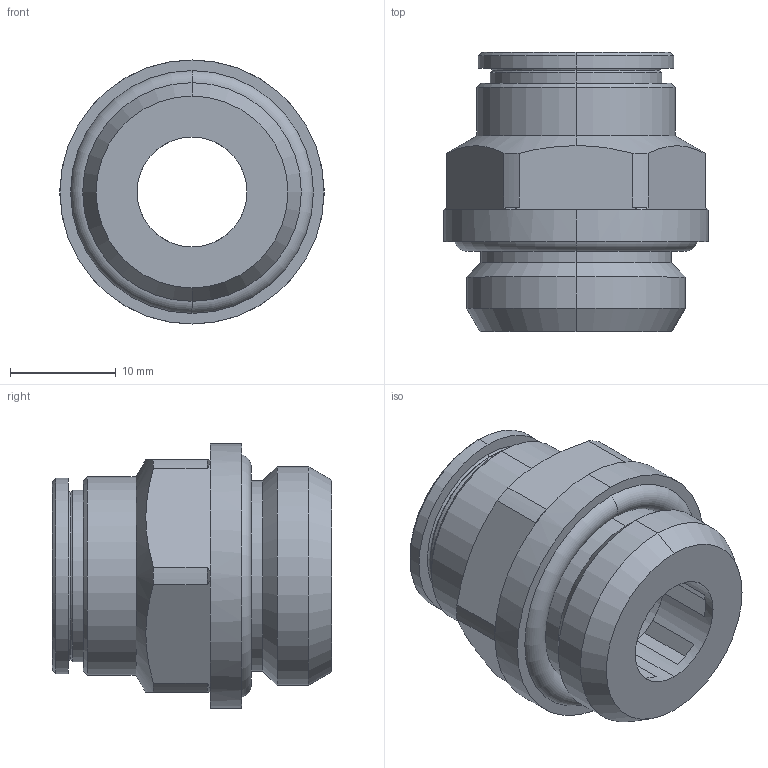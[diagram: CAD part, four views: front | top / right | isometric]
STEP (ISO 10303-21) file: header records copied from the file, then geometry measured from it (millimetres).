
FILE_DESCRIPTION (( 'STEP AP203' ), '1' );
FILE_NAME ('X0020064.STEP', '2010-09-21T11:56:37', ( '' ), ( 'sopra-pneumatic' ), 'SwSTEP 2.0', 'SolidWorks 2009', '' );
FILE_SCHEMA (( 'CONFIG_CONTROL_DESIGN' ));
Length unit declared in the file: millimetre
Products named in the file (1): X0020064
Bounding box: 25 x 26.41 x 25 mm (x, y, z)
Volume: 6158.8 mm3; surface area: 3665.1 mm2
Topology: 1 solids, 1 shells, 81 faces, 194 edges, 118 vertices
Faces by surface type: plane 35, cylinder 22, cone 18, torus 6
Entity records: 2495 total; most frequent: CARTESIAN_POINT 530, DIRECTION 412, ORIENTED_EDGE 388, EDGE_CURVE 194, AXIS2_PLACEMENT_3D 168, VERTEX_POINT 118, CIRCLE 86, EDGE_LOOP 86
